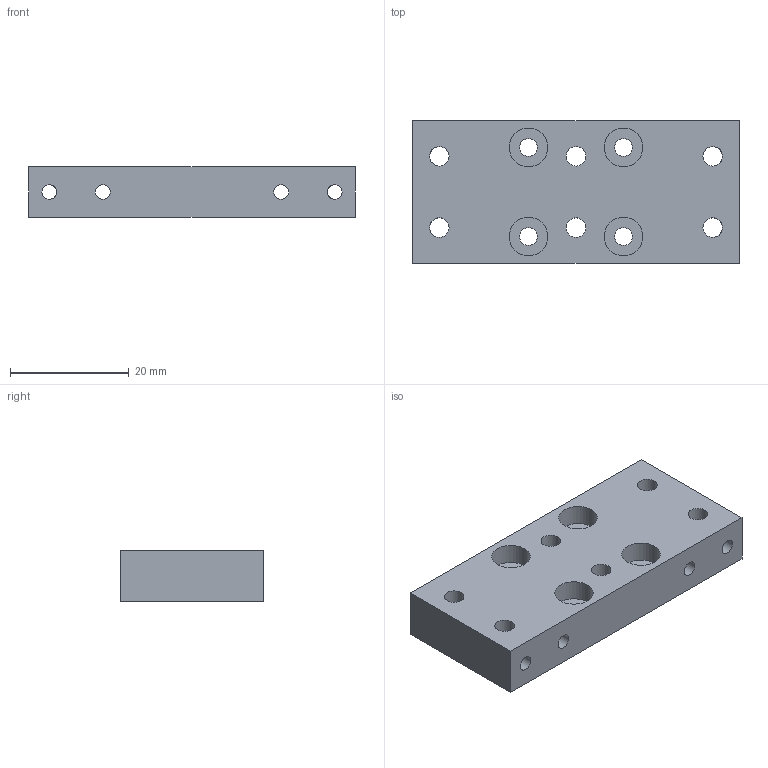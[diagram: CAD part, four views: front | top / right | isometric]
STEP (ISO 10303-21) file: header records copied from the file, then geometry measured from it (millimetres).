
FILE_DESCRIPTION(/* description */ (''),/* implementation_level */ '2;1');
FILE_NAME(/* name */ 'attache chariot MGN9 v3.step',/* time_stamp */ '2021-08-11T16:22:34+02:00',/* author */ (''),/* organization */ (''),/* preprocessor_version */ 'ST-DEVELOPER v18.1',/* originating_system */ 'Autodesk Translation Framework v10.9.0.1377',/* authorisation */ '');
FILE_SCHEMA (('AUTOMOTIVE_DESIGN { 1 0 10303 214 3 1 1 }'));
Length unit declared in the file: millimetre
Products named in the file (1): attache chariot MGN9
Bounding box: 55 x 24 x 8.5 mm (x, y, z)
Volume: 9748.4 mm3; surface area: 5432.6 mm2
Topology: 1 solids, 1 shells, 28 faces, 80 edges, 54 vertices
Faces by surface type: cylinder 18, plane 10
Full cylindrical faces by diameter (mm): 2.5 x4, 3 x4, 3.3 x6, 6.5 x4
Entity records: 1287 total; most frequent: CARTESIAN_POINT 429, DIRECTION 164, ORIENTED_EDGE 160, EDGE_CURVE 80, AXIS2_PLACEMENT_3D 65, EDGE_LOOP 64, VERTEX_POINT 54, FACE_BOUND 36
